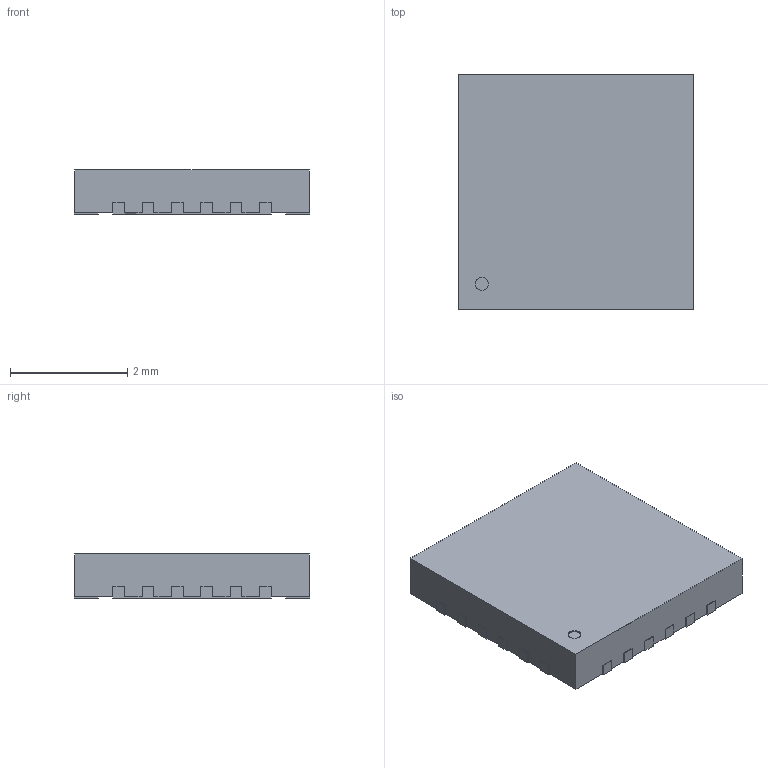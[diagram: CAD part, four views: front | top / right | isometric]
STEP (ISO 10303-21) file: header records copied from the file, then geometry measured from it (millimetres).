
FILE_DESCRIPTION (( 'STEP AP214' ), '1' );
FILE_NAME ('TQFN-24_L4.0-W4.0-P0.50-BL-EP2.6.STEP', '2021-12-30T08:02:49', ( 'PC' ), ( 'Microsoft' ), 'SwSTEP 2.0', 'SolidWorks 2020', '' );
FILE_SCHEMA (( 'AUTOMOTIVE_DESIGN' ));
Length unit declared in the file: millimetre
Products named in the file (1): TQFN-24_L4.0-W4.0-P0.50-BL-EP2.6
Bounding box: 4.02 x 4.02 x 0.75 mm (x, y, z)
Volume: 11.9 mm3; surface area: 44.9 mm2
Topology: 1 solids, 1 shells, 218 faces, 621 edges, 414 vertices
Faces by surface type: plane 202, bspline 14, cylinder 2
Entity records: 10081 total; most frequent: CARTESIAN_POINT 2052, ORIENTED_EDGE 1242, DIRECTION 1007, EDGE_CURVE 621, VECTOR 589, LINE 589, VERTEX_POINT 414, EDGE_LOOP 227
